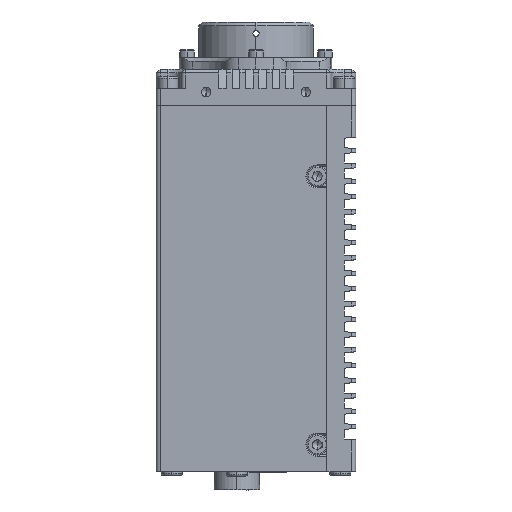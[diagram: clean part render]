
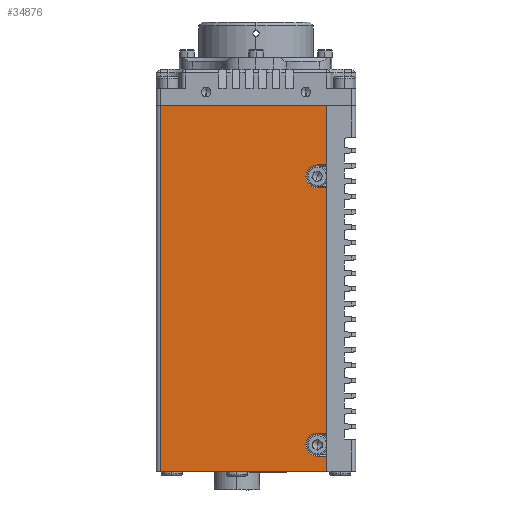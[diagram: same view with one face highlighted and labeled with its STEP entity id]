
A CAD part, left-side view. The second image highlights one B-rep face of the part: STEP entity #34876.
In plain terms, the highlighted planar face has unit normal (-1, 0, 0).
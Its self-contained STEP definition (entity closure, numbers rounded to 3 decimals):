
#3 = VECTOR ( 'NONE', #116407, 1000. ) ;
#1637 = VECTOR ( 'NONE', #56857, 1000. ) ;
#2041 = EDGE_CURVE ( 'NONE', #14384, #108007, #38162, .T. ) ;
#2887 = EDGE_CURVE ( 'NONE', #27566, #81726, #56253, .T. ) ;
#3238 = CARTESIAN_POINT ( 'NONE',  ( -69.669, -12.329, 51.073 ) ) ;
#4934 = CARTESIAN_POINT ( 'NONE',  ( -69.669, -12.329, -28.927 ) ) ;
#5491 = VERTEX_POINT ( 'NONE', #15752 ) ;
#7418 = VECTOR ( 'NONE', #76993, 1000. ) ;
#7447 = EDGE_CURVE ( 'NONE', #108007, #5491, #94863, .T. ) ;
#9767 = VERTEX_POINT ( 'NONE', #58503 ) ;
#13859 = DIRECTION ( 'NONE',  ( 0., -1., 0. ) ) ;
#14384 = VERTEX_POINT ( 'NONE', #73567 ) ;
#15699 = ORIENTED_EDGE ( 'NONE', *, *, #102988, .F. ) ;
#15752 = CARTESIAN_POINT ( 'NONE',  ( -69.669, -9.829, -24.927 ) ) ;
#16992 = VERTEX_POINT ( 'NONE', #82964 ) ;
#18772 = DIRECTION ( 'NONE',  ( -1., 0., 0. ) ) ;
#18882 = CARTESIAN_POINT ( 'NONE',  ( -69.669, 31.171, -28.927 ) ) ;
#20685 = LINE ( 'NONE', #59363, #102548 ) ;
#23982 = DIRECTION ( 'NONE',  ( 0., 0., -1. ) ) ;
#24163 = AXIS2_PLACEMENT_3D ( 'NONE', #26092, #44468, #66069 ) ;
#26092 = CARTESIAN_POINT ( 'NONE',  ( -69.669, -9.829, -21.927 ) ) ;
#26564 = ORIENTED_EDGE ( 'NONE', *, *, #99591, .F. ) ;
#26628 = VECTOR ( 'NONE', #65132, 1000. ) ;
#27566 = VERTEX_POINT ( 'NONE', #122732 ) ;
#29933 = AXIS2_PLACEMENT_3D ( 'NONE', #87775, #18772, #114448 ) ;
#30614 = CARTESIAN_POINT ( 'NONE',  ( -69.669, -9.829, -18.927 ) ) ;
#33828 = ORIENTED_EDGE ( 'NONE', *, *, #109351, .F. ) ;
#34876 = ADVANCED_FACE ( 'NONE', ( #108121 ), #76543, .F. ) ;
#36884 = DIRECTION ( 'NONE',  ( 0., 1., 0. ) ) ;
#37189 = CARTESIAN_POINT ( 'NONE',  ( -69.669, 31.171, -28.927 ) ) ;
#38162 = LINE ( 'NONE', #67392, #107284 ) ;
#40044 = ORIENTED_EDGE ( 'NONE', *, *, #83236, .F. ) ;
#43725 = LINE ( 'NONE', #122930, #47512 ) ;
#44468 = DIRECTION ( 'NONE',  ( -1., 0., 0. ) ) ;
#47301 = CARTESIAN_POINT ( 'NONE',  ( -69.669, -9.829, 45.073 ) ) ;
#47512 = VECTOR ( 'NONE', #122290, 1000. ) ;
#48026 = DIRECTION ( 'NONE',  ( 0., 0., 1. ) ) ;
#49341 = CARTESIAN_POINT ( 'NONE',  ( -69.669, -9.829, 45.073 ) ) ;
#50480 = CARTESIAN_POINT ( 'NONE',  ( -69.669, -9.829, 51.073 ) ) ;
#52797 = CARTESIAN_POINT ( 'NONE',  ( -69.669, -12.329, 66.573 ) ) ;
#53043 = ORIENTED_EDGE ( 'NONE', *, *, #2887, .T. ) ;
#53207 = CARTESIAN_POINT ( 'NONE',  ( -69.669, -9.829, -24.927 ) ) ;
#55983 = ORIENTED_EDGE ( 'NONE', *, *, #7447, .F. ) ;
#56157 = LINE ( 'NONE', #123277, #96405 ) ;
#56253 = LINE ( 'NONE', #37189, #26628 ) ;
#56857 = DIRECTION ( 'NONE',  ( 0., -1., 0. ) ) ;
#58503 = CARTESIAN_POINT ( 'NONE',  ( -69.669, -12.329, -28.927 ) ) ;
#59363 = CARTESIAN_POINT ( 'NONE',  ( -69.669, -12.329, -28.927 ) ) ;
#59885 = CARTESIAN_POINT ( 'NONE',  ( -69.669, -12.329, -28.927 ) ) ;
#64436 = VERTEX_POINT ( 'NONE', #68533 ) ;
#65132 = DIRECTION ( 'NONE',  ( 0., 0., -1. ) ) ;
#65952 = ORIENTED_EDGE ( 'NONE', *, *, #2041, .F. ) ;
#66069 = DIRECTION ( 'NONE',  ( 0., 0., -1. ) ) ;
#67323 = EDGE_CURVE ( 'NONE', #98916, #99270, #88947, .T. ) ;
#67392 = CARTESIAN_POINT ( 'NONE',  ( -69.669, -9.829, -18.927 ) ) ;
#67736 = LINE ( 'NONE', #87867, #3 ) ;
#67744 = CARTESIAN_POINT ( 'NONE',  ( -69.669, -12.329, -28.927 ) ) ;
#68533 = CARTESIAN_POINT ( 'NONE',  ( -69.669, -12.329, 45.073 ) ) ;
#73567 = CARTESIAN_POINT ( 'NONE',  ( -69.669, -12.329, -18.927 ) ) ;
#76543 = PLANE ( 'NONE',  #106429 ) ;
#76993 = DIRECTION ( 'NONE',  ( 0., 0., -1. ) ) ;
#77659 = LINE ( 'NONE', #47301, #1637 ) ;
#79972 = ORIENTED_EDGE ( 'NONE', *, *, #67323, .F. ) ;
#81726 = VERTEX_POINT ( 'NONE', #18882 ) ;
#82964 = CARTESIAN_POINT ( 'NONE',  ( -69.669, -12.329, -24.927 ) ) ;
#83236 = EDGE_CURVE ( 'NONE', #16992, #9767, #20685, .T. ) ;
#87775 = CARTESIAN_POINT ( 'NONE',  ( -69.669, -9.829, 48.073 ) ) ;
#87867 = CARTESIAN_POINT ( 'NONE',  ( -69.669, -12.329, 66.573 ) ) ;
#88947 = LINE ( 'NONE', #59885, #7418 ) ;
#89698 = VERTEX_POINT ( 'NONE', #49341 ) ;
#90454 = ORIENTED_EDGE ( 'NONE', *, *, #94662, .T. ) ;
#94633 = CIRCLE ( 'NONE', #29933, 3. ) ;
#94662 = EDGE_CURVE ( 'NONE', #98916, #27566, #67736, .T. ) ;
#94863 = CIRCLE ( 'NONE', #24163, 3. ) ;
#96405 = VECTOR ( 'NONE', #105489, 1000. ) ;
#97826 = DIRECTION ( 'NONE',  ( 0., 0., -1. ) ) ;
#98916 = VERTEX_POINT ( 'NONE', #52797 ) ;
#99270 = VERTEX_POINT ( 'NONE', #3238 ) ;
#99591 = EDGE_CURVE ( 'NONE', #64436, #14384, #100527, .T. ) ;
#100453 = EDGE_LOOP ( 'NONE', ( #55983, #65952, #26564, #15699, #123753, #33828, #79972, #90454, #53043, #109087, #40044, #101686 ) ) ;
#100527 = LINE ( 'NONE', #4934, #109973 ) ;
#100600 = LINE ( 'NONE', #53207, #119543 ) ;
#101686 = ORIENTED_EDGE ( 'NONE', *, *, #105848, .F. ) ;
#102548 = VECTOR ( 'NONE', #97826, 1000. ) ;
#102988 = EDGE_CURVE ( 'NONE', #89698, #64436, #77659, .T. ) ;
#102990 = EDGE_CURVE ( 'NONE', #121844, #89698, #94633, .T. ) ;
#105489 = DIRECTION ( 'NONE',  ( 0., 1., 0. ) ) ;
#105848 = EDGE_CURVE ( 'NONE', #5491, #16992, #100600, .T. ) ;
#106429 = AXIS2_PLACEMENT_3D ( 'NONE', #67744, #117062, #48026 ) ;
#107284 = VECTOR ( 'NONE', #36884, 1000. ) ;
#108007 = VERTEX_POINT ( 'NONE', #30614 ) ;
#108121 = FACE_OUTER_BOUND ( 'NONE', #100453, .T. ) ;
#109087 = ORIENTED_EDGE ( 'NONE', *, *, #110585, .F. ) ;
#109351 = EDGE_CURVE ( 'NONE', #99270, #121844, #43725, .T. ) ;
#109973 = VECTOR ( 'NONE', #23982, 1000. ) ;
#110585 = EDGE_CURVE ( 'NONE', #9767, #81726, #56157, .T. ) ;
#114448 = DIRECTION ( 'NONE',  ( 0., 0., -1. ) ) ;
#116407 = DIRECTION ( 'NONE',  ( 0., 1., 0. ) ) ;
#117062 = DIRECTION ( 'NONE',  ( 1., 0., 0. ) ) ;
#119543 = VECTOR ( 'NONE', #13859, 1000. ) ;
#121844 = VERTEX_POINT ( 'NONE', #50480 ) ;
#122290 = DIRECTION ( 'NONE',  ( 0., 1., 0. ) ) ;
#122732 = CARTESIAN_POINT ( 'NONE',  ( -69.669, 31.171, 66.573 ) ) ;
#122930 = CARTESIAN_POINT ( 'NONE',  ( -69.669, -9.829, 51.073 ) ) ;
#123277 = CARTESIAN_POINT ( 'NONE',  ( -69.669, -12.329, -28.927 ) ) ;
#123753 = ORIENTED_EDGE ( 'NONE', *, *, #102990, .F. ) ;
